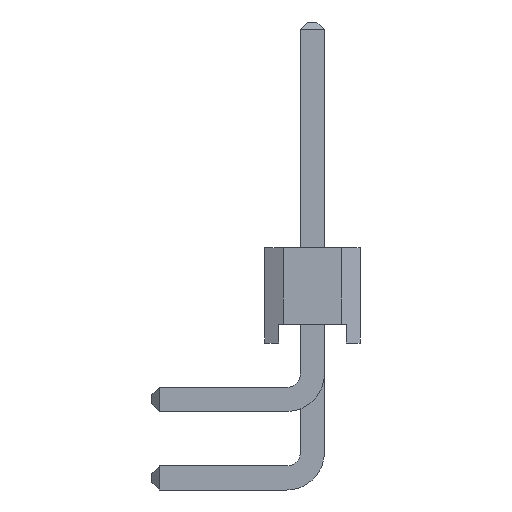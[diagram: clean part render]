
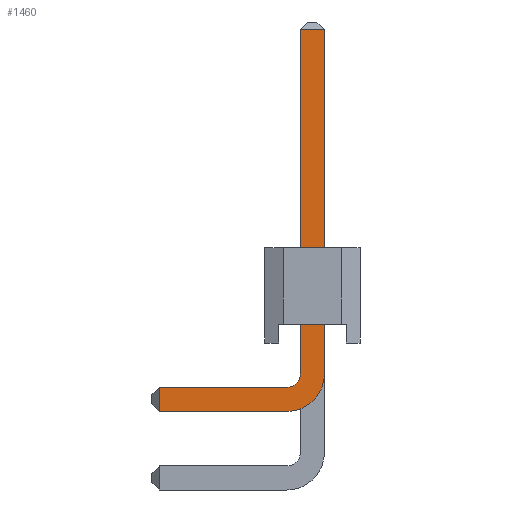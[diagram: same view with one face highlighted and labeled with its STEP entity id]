
A CAD part, left-side view. The second image highlights one B-rep face of the part: STEP entity #1460.
In plain terms, the highlighted planar face has unit normal (-1, 0, 0).
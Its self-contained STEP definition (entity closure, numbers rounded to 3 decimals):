
#1460 = ADVANCED_FACE( '', ( #3093 ), #3094, .T. );
#3093 = FACE_OUTER_BOUND( '', #4827, .T. );
#3094 = PLANE( '', #4828 );
#4827 = EDGE_LOOP( '', ( #9733, #9734, #9735, #9736, #9737, #9738, #9739, #9740 ) );
#4828 = AXIS2_PLACEMENT_3D( '', #9741, #9742, #9743 );
#9733 = ORIENTED_EDGE( '', *, *, #10924, .F. );
#9734 = ORIENTED_EDGE( '', *, *, #12014, .T. );
#9735 = ORIENTED_EDGE( '', *, *, #11682, .F. );
#9736 = ORIENTED_EDGE( '', *, *, #12347, .F. );
#9737 = ORIENTED_EDGE( '', *, *, #12263, .F. );
#9738 = ORIENTED_EDGE( '', *, *, #11987, .T. );
#9739 = ORIENTED_EDGE( '', *, *, #11939, .F. );
#9740 = ORIENTED_EDGE( '', *, *, #10836, .F. );
#9741 = CARTESIAN_POINT( '', ( -0.32, 0.68, -4.18 ) );
#9742 = DIRECTION( '', ( -1., 0., 0. ) );
#9743 = DIRECTION( '', ( 0., 0., 1. ) );
#10836 = EDGE_CURVE( '', #13268, #13269, #13270, .T. );
#10924 = EDGE_CURVE( '', #13415, #13268, #13417, .T. );
#11682 = EDGE_CURVE( '', #14696, #13101, #14697, .T. );
#11939 = EDGE_CURVE( '', #13269, #15009, #15010, .T. );
#11987 = EDGE_CURVE( '', #15067, #15009, #15070, .T. );
#12014 = EDGE_CURVE( '', #13415, #13101, #15101, .T. );
#12263 = EDGE_CURVE( '', #15067, #15376, #15377, .T. );
#12347 = EDGE_CURVE( '', #15376, #14696, #15467, .T. );
#13101 = VERTEX_POINT( '', #16508 );
#13268 = VERTEX_POINT( '', #16753 );
#13269 = VERTEX_POINT( '', #16754 );
#13270 = CIRCLE( '', #16755, 0.36 );
#13415 = VERTEX_POINT( '', #16967 );
#13417 = LINE( '', #16970, #16971 );
#14696 = VERTEX_POINT( '', #18955 );
#14697 = LINE( '', #18956, #18957 );
#15009 = VERTEX_POINT( '', #19439 );
#15010 = LINE( '', #19440, #19441 );
#15067 = VERTEX_POINT( '', #19527 );
#15070 = LINE( '', #19532, #19533 );
#15101 = LINE( '', #19580, #19581 );
#15376 = VERTEX_POINT( '', #19985 );
#15377 = LINE( '', #19986, #19987 );
#15467 = CIRCLE( '', #20115, 1. );
#16508 = CARTESIAN_POINT( '', ( -0.32, 4.07, -5.18 ) );
#16753 = CARTESIAN_POINT( '', ( -0.32, 0.68, -4.54 ) );
#16754 = CARTESIAN_POINT( '', ( -0.32, 0.32, -4.18 ) );
#16755 = AXIS2_PLACEMENT_3D( '', #20629, #20630, #20631 );
#16967 = CARTESIAN_POINT( '', ( -0.32, 4.07, -4.54 ) );
#16970 = CARTESIAN_POINT( '', ( -0.32, 4.27, -4.54 ) );
#16971 = VECTOR( '', #20703, 1000. );
#18955 = CARTESIAN_POINT( '', ( -0.32, 0.68, -5.18 ) );
#18956 = CARTESIAN_POINT( '', ( -0.32, 4.27, -5.18 ) );
#18957 = VECTOR( '', #21409, 1000. );
#19439 = CARTESIAN_POINT( '', ( -0.32, 0.32, 4.98 ) );
#19440 = CARTESIAN_POINT( '', ( -0.32, 0.32, -4.18 ) );
#19441 = VECTOR( '', #21580, 1000. );
#19527 = CARTESIAN_POINT( '', ( -0.32, -0.32, 4.98 ) );
#19532 = CARTESIAN_POINT( '', ( -0.32, 0.32, 4.98 ) );
#19533 = VECTOR( '', #21615, 1000. );
#19580 = CARTESIAN_POINT( '', ( -0.32, 4.07, -5.18 ) );
#19581 = VECTOR( '', #21632, 1000. );
#19985 = CARTESIAN_POINT( '', ( -0.32, -0.32, -4.18 ) );
#19986 = CARTESIAN_POINT( '', ( -0.32, -0.32, -4.18 ) );
#19987 = VECTOR( '', #21762, 1000. );
#20115 = AXIS2_PLACEMENT_3D( '', #21801, #21802, #21803 );
#20629 = CARTESIAN_POINT( '', ( -0.32, 0.68, -4.18 ) );
#20630 = DIRECTION( '', ( -1., 0., 0. ) );
#20631 = DIRECTION( '', ( 0., 1., 0. ) );
#20703 = DIRECTION( '', ( 0., -1., 0. ) );
#21409 = DIRECTION( '', ( 0., 1., 0. ) );
#21580 = DIRECTION( '', ( 0., 0., 1. ) );
#21615 = DIRECTION( '', ( 0., 1., 0. ) );
#21632 = DIRECTION( '', ( 0., 0., -1. ) );
#21762 = DIRECTION( '', ( 0., 0., -1. ) );
#21801 = CARTESIAN_POINT( '', ( -0.32, 0.68, -4.18 ) );
#21802 = DIRECTION( '', ( 1., 0., 0. ) );
#21803 = DIRECTION( '', ( 0., 1., 0. ) );
